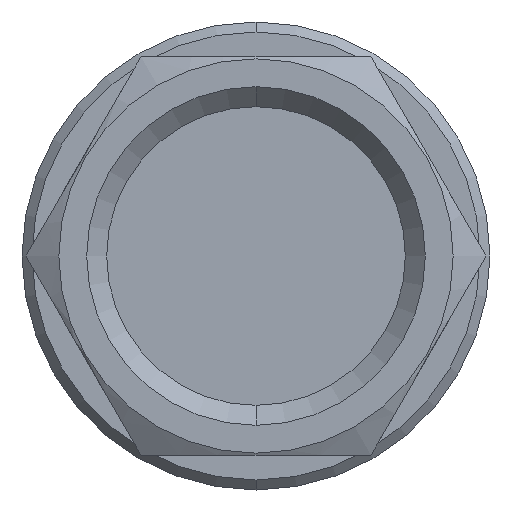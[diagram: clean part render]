
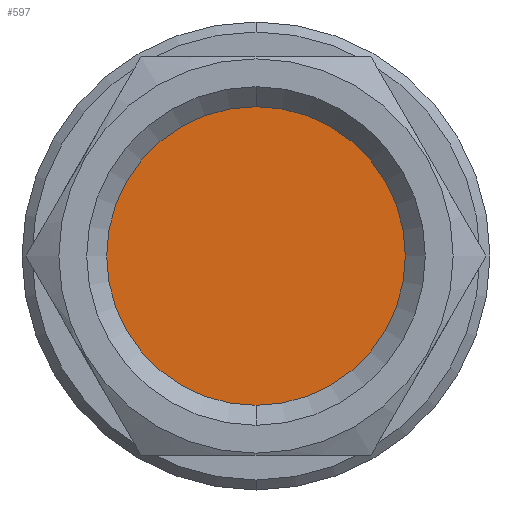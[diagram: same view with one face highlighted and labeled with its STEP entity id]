
A CAD part, front view. The second image highlights one B-rep face of the part: STEP entity #597.
In plain terms, the highlighted planar face has unit normal (0, -1, 0).
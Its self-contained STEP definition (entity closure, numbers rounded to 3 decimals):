
#219 = ORIENTED_EDGE ( 'NONE', *, *, #628, .T. ) ;
#220 = ORIENTED_EDGE ( 'NONE', *, *, #614, .T. ) ;
#258 = EDGE_LOOP ( 'NONE', ( #220, #219 ) ) ;
#318 = VERTEX_POINT ( 'NONE', #1819 ) ;
#319 = VERTEX_POINT ( 'NONE', #1820 ) ;
#400 = FACE_OUTER_BOUND ( 'NONE', #258, .T. ) ;
#441 = AXIS2_PLACEMENT_3D ( 'NONE', #1184, #1108, #1175 ) ;
#462 = CIRCLE ( 'NONE', #464, 7.5 ) ;
#464 = AXIS2_PLACEMENT_3D ( 'NONE', #1036, #1035, #1037 ) ;
#476 = CIRCLE ( 'NONE', #477, 7.5 ) ;
#477 = AXIS2_PLACEMENT_3D ( 'NONE', #1254, #1265, #1208 ) ;
#597 = ADVANCED_FACE ( 'NONE', ( #400 ), #1100, .T. ) ;
#614 = EDGE_CURVE ( 'NONE', #318, #319, #462, .T. ) ;
#628 = EDGE_CURVE ( 'NONE', #319, #318, #476, .T. ) ;
#1035 = DIRECTION ( 'NONE',  ( 0., -1., 0. ) ) ;
#1036 = CARTESIAN_POINT ( 'NONE',  ( 0., -18.5, 0. ) ) ;
#1037 = DIRECTION ( 'NONE',  ( 0., 0., -1. ) ) ;
#1100 = PLANE ( 'NONE',  #441 ) ;
#1108 = DIRECTION ( 'NONE',  ( 0., -1., 0. ) ) ;
#1175 = DIRECTION ( 'NONE',  ( 0., 0., -1. ) ) ;
#1184 = CARTESIAN_POINT ( 'NONE',  ( 0., -18.5, 0. ) ) ;
#1208 = DIRECTION ( 'NONE',  ( 0., 0., -1. ) ) ;
#1254 = CARTESIAN_POINT ( 'NONE',  ( 0., -18.5, 0. ) ) ;
#1265 = DIRECTION ( 'NONE',  ( 0., -1., 0. ) ) ;
#1819 = CARTESIAN_POINT ( 'NONE',  ( 0., -18.5, -7.5 ) ) ;
#1820 = CARTESIAN_POINT ( 'NONE',  ( 0., -18.5, 7.5 ) ) ;
